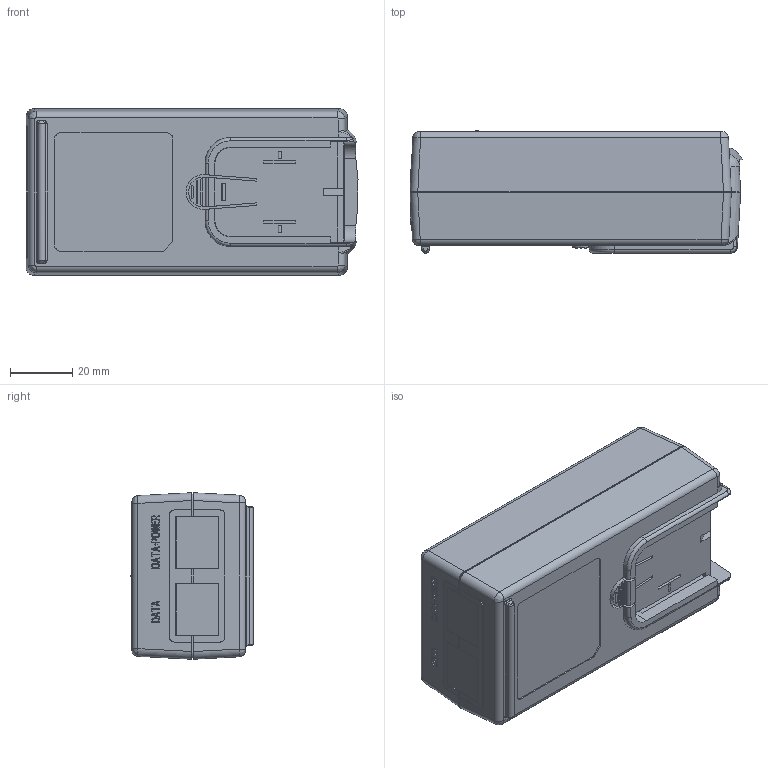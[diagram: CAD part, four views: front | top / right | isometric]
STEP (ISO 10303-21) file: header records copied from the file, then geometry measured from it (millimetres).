
FILE_DESCRIPTION((''),'2;1');
FILE_NAME('GT-96180-1856-R3A-AP_ASM','2022-07-25T14:48:22',('rd05'),(''),'CREO PARAMETRIC BY PTC INC, 2018050','CREO PARAMETRIC BY PTC INC, 2018050','');
FILE_SCHEMA(('CONFIG_CONTROL_DESIGN','GEOMETRIC_VALIDATION_PROPERTIES_MIM'));
Length unit declared in the file: millimetre
Products named in the file (12): BOTTOM_12; TOP_17; PCB_2; DATA_2; HS1_2; SUBBOARD_2; LED_2; AC-3PIN_4; PCB_ASSY_ASM_3_ASM; MYLAR_3; CHARGR_ASM_22_ASM; GT-96180-1856-R3A-AP_ASM
Assembly tree (12 placements, depth 4):
  GT-96180-1856-R3A-AP_ASM
    CHARGR_ASM_22_ASM
      BOTTOM_12
      TOP_17
      PCB_ASSY_ASM_3_ASM
        PCB_2
        DATA_2  x2
        HS1_2
        SUBBOARD_2
        LED_2
        AC-3PIN_4
      MYLAR_3
Bounding box: 106.62 x 39.2 x 53.47 mm (x, y, z)
Volume: 62853 mm3; surface area: 71271.8 mm2
Topology: 10 solids, 11 shells, 1455 faces, 3932 edges, 2603 vertices
Faces by surface type: plane 1000, cylinder 378, cone 36, bspline 33, torus 4, extrusion 4
Entity records: 48360 total; most frequent: CARTESIAN_POINT 10287, ORIENTED_EDGE 7828, DIRECTION 7418, EDGE_CURVE 3919, VECTOR 2994, LINE 2990, VERTEX_POINT 2595, AXIS2_PLACEMENT_3D 2212
